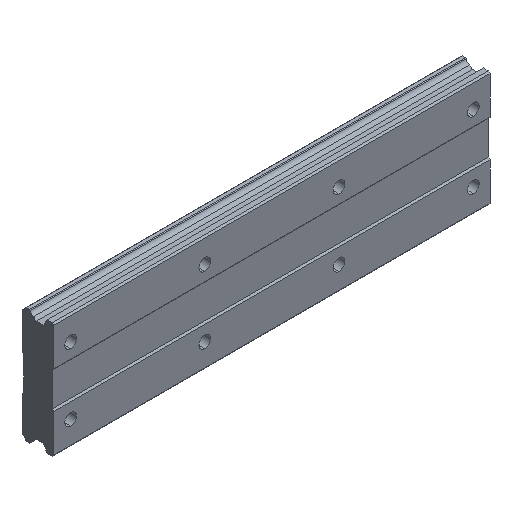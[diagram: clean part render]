
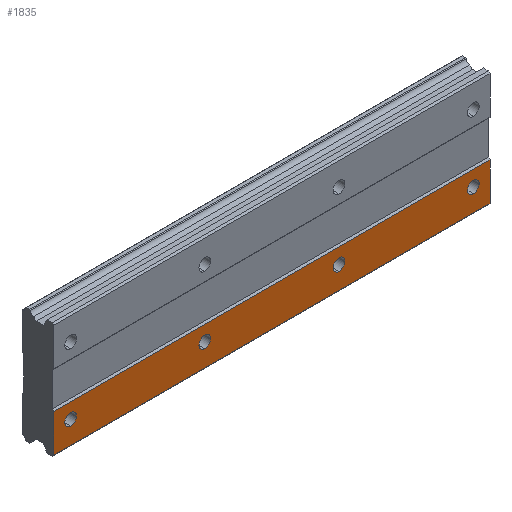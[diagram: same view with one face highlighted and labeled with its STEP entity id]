
A CAD part, isometric view. The second image highlights one B-rep face of the part: STEP entity #1835.
In plain terms, the highlighted planar face has unit normal (0, -1, 0).
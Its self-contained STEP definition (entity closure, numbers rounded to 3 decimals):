
#23 = DIRECTION ( 'NONE',  ( 0., -1., 0. ) ) ;
#76 = DIRECTION ( 'NONE',  ( 0., 0., 1. ) ) ;
#105 = VERTEX_POINT ( 'NONE', #1969 ) ;
#114 = ORIENTED_EDGE ( 'NONE', *, *, #186, .F. ) ;
#122 = EDGE_CURVE ( 'NONE', #105, #759, #130, .T. ) ;
#130 = CIRCLE ( 'NONE', #1524, 3.5 ) ;
#135 = DIRECTION ( 'NONE',  ( 0., -1., 0. ) ) ;
#157 = CARTESIAN_POINT ( 'NONE',  ( -10., 0., -11. ) ) ;
#168 = CARTESIAN_POINT ( 'NONE',  ( 250., 0., -33.5 ) ) ;
#176 = LINE ( 'NONE', #168, #1348 ) ;
#186 = EDGE_CURVE ( 'NONE', #2005, #1643, #1092, .T. ) ;
#208 = ORIENTED_EDGE ( 'NONE', *, *, #1897, .F. ) ;
#239 = FACE_OUTER_BOUND ( 'NONE', #819, .T. ) ;
#300 = AXIS2_PLACEMENT_3D ( 'NONE', #1742, #1536, #671 ) ;
#304 = DIRECTION ( 'NONE',  ( 0., 0., 1. ) ) ;
#317 = CARTESIAN_POINT ( 'NONE',  ( 0., 0., -20. ) ) ;
#318 = DIRECTION ( 'NONE',  ( 0., -1., 0. ) ) ;
#322 = VERTEX_POINT ( 'NONE', #2000 ) ;
#359 = EDGE_CURVE ( 'NONE', #550, #1281, #941, .T. ) ;
#367 = CARTESIAN_POINT ( 'NONE',  ( 80., 0., -20. ) ) ;
#404 = EDGE_LOOP ( 'NONE', ( #792, #833 ) ) ;
#415 = VECTOR ( 'NONE', #1461, 1000. ) ;
#418 = CIRCLE ( 'NONE', #1691, 3.5 ) ;
#435 = CARTESIAN_POINT ( 'NONE',  ( 240., 0., -16.5 ) ) ;
#440 = CARTESIAN_POINT ( 'NONE',  ( 250., 0., -11. ) ) ;
#534 = EDGE_CURVE ( 'NONE', #1264, #570, #1267, .T. ) ;
#536 = CARTESIAN_POINT ( 'NONE',  ( 160., 0., -20. ) ) ;
#538 = EDGE_CURVE ( 'NONE', #759, #105, #748, .T. ) ;
#540 = CARTESIAN_POINT ( 'NONE',  ( 250., 0., -11. ) ) ;
#549 = CARTESIAN_POINT ( 'NONE',  ( 240., 0., -20. ) ) ;
#550 = VERTEX_POINT ( 'NONE', #999 ) ;
#558 = LINE ( 'NONE', #924, #415 ) ;
#570 = VERTEX_POINT ( 'NONE', #1934 ) ;
#653 = VERTEX_POINT ( 'NONE', #157 ) ;
#654 = FACE_BOUND ( 'NONE', #404, .T. ) ;
#671 = DIRECTION ( 'NONE',  ( 0., 0., 1. ) ) ;
#724 = ORIENTED_EDGE ( 'NONE', *, *, #538, .F. ) ;
#733 = CARTESIAN_POINT ( 'NONE',  ( 250., 0., -33.5 ) ) ;
#745 = DIRECTION ( 'NONE',  ( 0., 0., 1. ) ) ;
#748 = CIRCLE ( 'NONE', #300, 3.5 ) ;
#759 = VERTEX_POINT ( 'NONE', #2011 ) ;
#792 = ORIENTED_EDGE ( 'NONE', *, *, #534, .F. ) ;
#811 = DIRECTION ( 'NONE',  ( 0., 0., 1. ) ) ;
#817 = DIRECTION ( 'NONE',  ( 0., 1., 0. ) ) ;
#819 = EDGE_LOOP ( 'NONE', ( #2098, #114, #1939, #208 ) ) ;
#833 = ORIENTED_EDGE ( 'NONE', *, *, #1605, .F. ) ;
#844 = DIRECTION ( 'NONE',  ( 0., 0., 1. ) ) ;
#859 = DIRECTION ( 'NONE',  ( 0., 0., 1. ) ) ;
#874 = DIRECTION ( 'NONE',  ( 0., 0., -1. ) ) ;
#924 = CARTESIAN_POINT ( 'NONE',  ( 250., 0., -11. ) ) ;
#926 = CARTESIAN_POINT ( 'NONE',  ( 160., 0., -16.5 ) ) ;
#927 = DIRECTION ( 'NONE',  ( 0., 0., 1. ) ) ;
#933 = ORIENTED_EDGE ( 'NONE', *, *, #1434, .F. ) ;
#941 = CIRCLE ( 'NONE', #2070, 3.5 ) ;
#955 = EDGE_CURVE ( 'NONE', #2276, #322, #2096, .T. ) ;
#958 = FACE_BOUND ( 'NONE', #1063, .T. ) ;
#972 = DIRECTION ( 'NONE',  ( 0., -1., 0. ) ) ;
#999 = CARTESIAN_POINT ( 'NONE',  ( 240., 0., -23.5 ) ) ;
#1019 = CARTESIAN_POINT ( 'NONE',  ( 0., 0., -20. ) ) ;
#1032 = CARTESIAN_POINT ( 'NONE',  ( 0., 0., -16.5 ) ) ;
#1063 = EDGE_LOOP ( 'NONE', ( #1405, #933 ) ) ;
#1073 = AXIS2_PLACEMENT_3D ( 'NONE', #1019, #1558, #1179 ) ;
#1082 = CARTESIAN_POINT ( 'NONE',  ( -10., 0., -33.5 ) ) ;
#1092 = LINE ( 'NONE', #1620, #1564 ) ;
#1105 = CARTESIAN_POINT ( 'NONE',  ( 240., 0., -20. ) ) ;
#1179 = DIRECTION ( 'NONE',  ( 0., 0., 1. ) ) ;
#1190 = DIRECTION ( 'NONE',  ( 0., -1., 0. ) ) ;
#1202 = CIRCLE ( 'NONE', #2108, 3.5 ) ;
#1249 = DIRECTION ( 'NONE',  ( -1., 0., 0. ) ) ;
#1259 = DIRECTION ( 'NONE',  ( 0., -1., 0. ) ) ;
#1264 = VERTEX_POINT ( 'NONE', #926 ) ;
#1267 = CIRCLE ( 'NONE', #1573, 3.5 ) ;
#1281 = VERTEX_POINT ( 'NONE', #435 ) ;
#1329 = PLANE ( 'NONE',  #1495 ) ;
#1348 = VECTOR ( 'NONE', #1249, 1000. ) ;
#1351 = LINE ( 'NONE', #1717, #1793 ) ;
#1405 = ORIENTED_EDGE ( 'NONE', *, *, #955, .F. ) ;
#1430 = ORIENTED_EDGE ( 'NONE', *, *, #122, .F. ) ;
#1434 = EDGE_CURVE ( 'NONE', #322, #2276, #1202, .T. ) ;
#1461 = DIRECTION ( 'NONE',  ( 1., 0., 0. ) ) ;
#1495 = AXIS2_PLACEMENT_3D ( 'NONE', #440, #817, #844 ) ;
#1524 = AXIS2_PLACEMENT_3D ( 'NONE', #367, #23, #745 ) ;
#1536 = DIRECTION ( 'NONE',  ( 0., -1., 0. ) ) ;
#1558 = DIRECTION ( 'NONE',  ( 0., -1., 0. ) ) ;
#1564 = VECTOR ( 'NONE', #874, 1000. ) ;
#1573 = AXIS2_PLACEMENT_3D ( 'NONE', #2282, #318, #304 ) ;
#1605 = EDGE_CURVE ( 'NONE', #570, #1264, #418, .T. ) ;
#1620 = CARTESIAN_POINT ( 'NONE',  ( 250., 0., -11. ) ) ;
#1643 = VERTEX_POINT ( 'NONE', #733 ) ;
#1659 = CIRCLE ( 'NONE', #2228, 3.5 ) ;
#1682 = ORIENTED_EDGE ( 'NONE', *, *, #359, .F. ) ;
#1691 = AXIS2_PLACEMENT_3D ( 'NONE', #536, #135, #859 ) ;
#1717 = CARTESIAN_POINT ( 'NONE',  ( -10., 0., -11. ) ) ;
#1742 = CARTESIAN_POINT ( 'NONE',  ( 80., 0., -20. ) ) ;
#1793 = VECTOR ( 'NONE', #2076, 1000. ) ;
#1835 = ADVANCED_FACE ( 'NONE', ( #239, #958, #2054, #654, #2087 ), #1329, .F. ) ;
#1897 = EDGE_CURVE ( 'NONE', #1968, #653, #1351, .T. ) ;
#1934 = CARTESIAN_POINT ( 'NONE',  ( 160., 0., -23.5 ) ) ;
#1939 = ORIENTED_EDGE ( 'NONE', *, *, #2063, .F. ) ;
#1966 = EDGE_CURVE ( 'NONE', #1643, #1968, #176, .T. ) ;
#1968 = VERTEX_POINT ( 'NONE', #1082 ) ;
#1969 = CARTESIAN_POINT ( 'NONE',  ( 80., 0., -16.5 ) ) ;
#2000 = CARTESIAN_POINT ( 'NONE',  ( 0., 0., -23.5 ) ) ;
#2005 = VERTEX_POINT ( 'NONE', #540 ) ;
#2011 = CARTESIAN_POINT ( 'NONE',  ( 80., 0., -23.5 ) ) ;
#2046 = ORIENTED_EDGE ( 'NONE', *, *, #2212, .F. ) ;
#2054 = FACE_BOUND ( 'NONE', #2075, .T. ) ;
#2063 = EDGE_CURVE ( 'NONE', #653, #2005, #558, .T. ) ;
#2070 = AXIS2_PLACEMENT_3D ( 'NONE', #549, #1259, #927 ) ;
#2075 = EDGE_LOOP ( 'NONE', ( #2046, #1682 ) ) ;
#2076 = DIRECTION ( 'NONE',  ( 0., 0., 1. ) ) ;
#2087 = FACE_BOUND ( 'NONE', #2172, .T. ) ;
#2096 = CIRCLE ( 'NONE', #1073, 3.5 ) ;
#2098 = ORIENTED_EDGE ( 'NONE', *, *, #1966, .F. ) ;
#2108 = AXIS2_PLACEMENT_3D ( 'NONE', #317, #1190, #811 ) ;
#2172 = EDGE_LOOP ( 'NONE', ( #1430, #724 ) ) ;
#2212 = EDGE_CURVE ( 'NONE', #1281, #550, #1659, .T. ) ;
#2228 = AXIS2_PLACEMENT_3D ( 'NONE', #1105, #972, #76 ) ;
#2276 = VERTEX_POINT ( 'NONE', #1032 ) ;
#2282 = CARTESIAN_POINT ( 'NONE',  ( 160., 0., -20. ) ) ;
